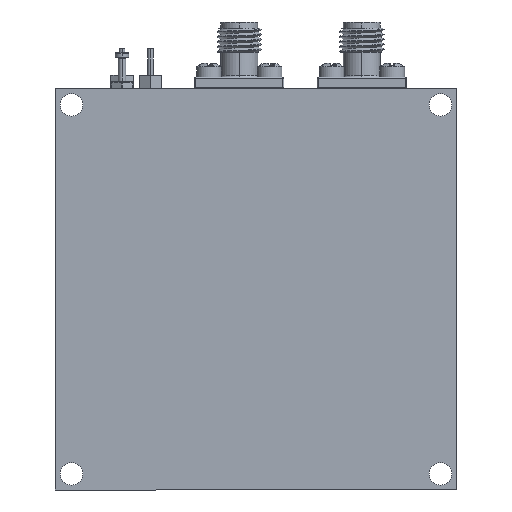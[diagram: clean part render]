
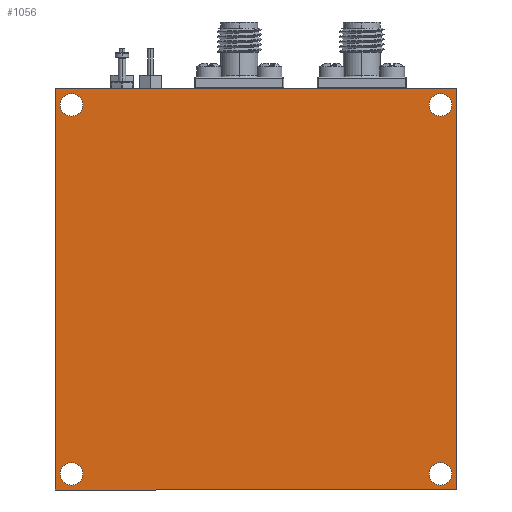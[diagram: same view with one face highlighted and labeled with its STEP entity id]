
A CAD part, left-side view. The second image highlights one B-rep face of the part: STEP entity #1056.
In plain terms, the highlighted planar face has unit normal (-1, 0, 0).
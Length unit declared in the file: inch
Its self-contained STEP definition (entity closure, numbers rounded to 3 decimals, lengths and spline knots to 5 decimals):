
#355 = ORIENTED_EDGE ( 'NONE', *, *, #27744, .T. ) ;
#570 = CARTESIAN_POINT ( 'NONE',  ( 0.81693, 0.09055, -1.2815 ) ) ;
#743 = ORIENTED_EDGE ( 'NONE', *, *, #53921, .T. ) ;
#1056 = ADVANCED_FACE ( 'NONE', ( #18745, #11111, #24168, #40704, #32131 ), #27901, .F. ) ;
#1495 = DIRECTION ( 'NONE',  ( 0., 0., -1. ) ) ;
#1713 = CARTESIAN_POINT ( 'NONE',  ( 0.81693, 0.09055, 0.72638 ) ) ;
#2637 = EDGE_CURVE ( 'NONE', #52486, #33193, #52980, .T. ) ;
#3072 = CIRCLE ( 'NONE', #10354, 0.06299 ) ;
#3089 = EDGE_LOOP ( 'NONE', ( #5232, #743 ) ) ;
#3562 = CIRCLE ( 'NONE', #32613, 0.06299 ) ;
#5205 = CARTESIAN_POINT ( 'NONE',  ( 0.81693, 0., -1.43504 ) ) ;
#5232 = ORIENTED_EDGE ( 'NONE', *, *, #47923, .T. ) ;
#5468 = AXIS2_PLACEMENT_3D ( 'NONE', #40619, #32034, #49399 ) ;
#5781 = LINE ( 'NONE', #43928, #39413 ) ;
#5878 = ORIENTED_EDGE ( 'NONE', *, *, #38392, .T. ) ;
#6034 = DIRECTION ( 'NONE',  ( 1., 0., 0. ) ) ;
#6398 = VERTEX_POINT ( 'NONE', #38144 ) ;
#6495 = ORIENTED_EDGE ( 'NONE', *, *, #55723, .T. ) ;
#6585 = CARTESIAN_POINT ( 'NONE',  ( 0.81693, 2.16142, 0.78937 ) ) ;
#7275 = DIRECTION ( 'NONE',  ( 1., 0., 0. ) ) ;
#8204 = CARTESIAN_POINT ( 'NONE',  ( 0.81693, 0.09055, 0.78937 ) ) ;
#8507 = AXIS2_PLACEMENT_3D ( 'NONE', #28285, #32824, #41656 ) ;
#9781 = EDGE_LOOP ( 'NONE', ( #41992, #10433, #27470, #5878 ) ) ;
#10354 = AXIS2_PLACEMENT_3D ( 'NONE', #15239, #7275, #10436 ) ;
#10433 = ORIENTED_EDGE ( 'NONE', *, *, #2637, .T. ) ;
#10436 = DIRECTION ( 'NONE',  ( 0., 0., -1. ) ) ;
#10805 = DIRECTION ( 'NONE',  ( 1., 0., 0. ) ) ;
#10831 = DIRECTION ( 'NONE',  ( 1., 0., 0. ) ) ;
#11093 = CARTESIAN_POINT ( 'NONE',  ( 0.81693, 2.25197, 0.81693 ) ) ;
#11111 = FACE_BOUND ( 'NONE', #15627, .T. ) ;
#11856 = CIRCLE ( 'NONE', #43655, 0.06299 ) ;
#13072 = CARTESIAN_POINT ( 'NONE',  ( 0.81693, 0.09055, -1.34449 ) ) ;
#15016 = EDGE_LOOP ( 'NONE', ( #42955, #6495 ) ) ;
#15239 = CARTESIAN_POINT ( 'NONE',  ( 0.81693, 2.16142, 0.72638 ) ) ;
#15392 = CARTESIAN_POINT ( 'NONE',  ( 0.81693, 2.16142, -1.40748 ) ) ;
#15627 = EDGE_LOOP ( 'NONE', ( #25612, #355 ) ) ;
#15631 = EDGE_LOOP ( 'NONE', ( #17799, #24390 ) ) ;
#16202 = DIRECTION ( 'NONE',  ( 1., 0., 0. ) ) ;
#17799 = ORIENTED_EDGE ( 'NONE', *, *, #18169, .T. ) ;
#17965 = VERTEX_POINT ( 'NONE', #6585 ) ;
#18169 = EDGE_CURVE ( 'NONE', #19726, #22290, #3562, .T. ) ;
#18745 = FACE_BOUND ( 'NONE', #15631, .T. ) ;
#19726 = VERTEX_POINT ( 'NONE', #24755 ) ;
#20488 = VERTEX_POINT ( 'NONE', #49295 ) ;
#22264 = DIRECTION ( 'NONE',  ( 0., -1., 0. ) ) ;
#22290 = VERTEX_POINT ( 'NONE', #8204 ) ;
#22522 = DIRECTION ( 'NONE',  ( 1., 0., 0. ) ) ;
#22687 = CIRCLE ( 'NONE', #5468, 0.06299 ) ;
#24168 = FACE_BOUND ( 'NONE', #3089, .T. ) ;
#24390 = ORIENTED_EDGE ( 'NONE', *, *, #52525, .T. ) ;
#24755 = CARTESIAN_POINT ( 'NONE',  ( 0.81693, 0.09055, 0.66339 ) ) ;
#24959 = AXIS2_PLACEMENT_3D ( 'NONE', #38267, #34003, #30000 ) ;
#25095 = DIRECTION ( 'NONE',  ( 0., 1., 0. ) ) ;
#25612 = ORIENTED_EDGE ( 'NONE', *, *, #31299, .T. ) ;
#27470 = ORIENTED_EDGE ( 'NONE', *, *, #49502, .T. ) ;
#27744 = EDGE_CURVE ( 'NONE', #45162, #32924, #22687, .T. ) ;
#27901 = PLANE ( 'NONE',  #44971 ) ;
#28156 = DIRECTION ( 'NONE',  ( 0., 0., -1. ) ) ;
#28285 = CARTESIAN_POINT ( 'NONE',  ( 0.81693, 2.16142, 0.72638 ) ) ;
#30000 = DIRECTION ( 'NONE',  ( 0., 0., -1. ) ) ;
#31299 = EDGE_CURVE ( 'NONE', #32924, #45162, #49458, .T. ) ;
#31432 = EDGE_CURVE ( 'NONE', #6398, #52486, #5781, .T. ) ;
#32034 = DIRECTION ( 'NONE',  ( 1., 0., 0. ) ) ;
#32131 = FACE_OUTER_BOUND ( 'NONE', #9781, .T. ) ;
#32557 = DIRECTION ( 'NONE',  ( 0., 0., -1. ) ) ;
#32613 = AXIS2_PLACEMENT_3D ( 'NONE', #1713, #10805, #28156 ) ;
#32824 = DIRECTION ( 'NONE',  ( 1., 0., 0. ) ) ;
#32924 = VERTEX_POINT ( 'NONE', #15392 ) ;
#32965 = AXIS2_PLACEMENT_3D ( 'NONE', #13072, #16202, #43236 ) ;
#33193 = VERTEX_POINT ( 'NONE', #51975 ) ;
#33336 = VECTOR ( 'NONE', #25095, 39.37008 ) ;
#34003 = DIRECTION ( 'NONE',  ( 1., 0., 0. ) ) ;
#35484 = VERTEX_POINT ( 'NONE', #35810 ) ;
#35633 = DIRECTION ( 'NONE',  ( 0., 0., -1. ) ) ;
#35810 = CARTESIAN_POINT ( 'NONE',  ( 0.81693, 0.09055, -1.40748 ) ) ;
#36013 = CARTESIAN_POINT ( 'NONE',  ( 0.81693, 2.25197, -1.43504 ) ) ;
#36532 = CARTESIAN_POINT ( 'NONE',  ( 0.81693, 0., -1.43504 ) ) ;
#36803 = DIRECTION ( 'NONE',  ( 0., 0., 1. ) ) ;
#37328 = LINE ( 'NONE', #54618, #33336 ) ;
#38144 = CARTESIAN_POINT ( 'NONE',  ( 0.81693, 2.25197, -1.43504 ) ) ;
#38157 = VECTOR ( 'NONE', #32557, 39.37008 ) ;
#38267 = CARTESIAN_POINT ( 'NONE',  ( 0.81693, 2.16142, -1.34449 ) ) ;
#38392 = EDGE_CURVE ( 'NONE', #44403, #6398, #41396, .T. ) ;
#38927 = VECTOR ( 'NONE', #36803, 39.37008 ) ;
#39413 = VECTOR ( 'NONE', #22264, 39.37008 ) ;
#40471 = CARTESIAN_POINT ( 'NONE',  ( 0.81693, 0.09055, -1.34449 ) ) ;
#40619 = CARTESIAN_POINT ( 'NONE',  ( 0.81693, 2.16142, -1.34449 ) ) ;
#40704 = FACE_BOUND ( 'NONE', #15016, .T. ) ;
#41396 = LINE ( 'NONE', #36013, #38157 ) ;
#41656 = DIRECTION ( 'NONE',  ( 0., 0., -1. ) ) ;
#41992 = ORIENTED_EDGE ( 'NONE', *, *, #31432, .T. ) ;
#42130 = EDGE_CURVE ( 'NONE', #20488, #17965, #54787, .T. ) ;
#42955 = ORIENTED_EDGE ( 'NONE', *, *, #42130, .T. ) ;
#43236 = DIRECTION ( 'NONE',  ( 0., 0., -1. ) ) ;
#43631 = CARTESIAN_POINT ( 'NONE',  ( 0.81693, 0.09055, 0.72638 ) ) ;
#43655 = AXIS2_PLACEMENT_3D ( 'NONE', #43631, #22522, #35633 ) ;
#43928 = CARTESIAN_POINT ( 'NONE',  ( 0.81693, 0., -1.43504 ) ) ;
#44403 = VERTEX_POINT ( 'NONE', #11093 ) ;
#44971 = AXIS2_PLACEMENT_3D ( 'NONE', #45516, #10831, #49774 ) ;
#45162 = VERTEX_POINT ( 'NONE', #51508 ) ;
#45516 = CARTESIAN_POINT ( 'NONE',  ( 0.81693, 0., -1.43504 ) ) ;
#47923 = EDGE_CURVE ( 'NONE', #35484, #55535, #53659, .T. ) ;
#48196 = AXIS2_PLACEMENT_3D ( 'NONE', #40471, #6034, #1495 ) ;
#49264 = CIRCLE ( 'NONE', #32965, 0.06299 ) ;
#49295 = CARTESIAN_POINT ( 'NONE',  ( 0.81693, 2.16142, 0.66339 ) ) ;
#49399 = DIRECTION ( 'NONE',  ( 0., 0., -1. ) ) ;
#49458 = CIRCLE ( 'NONE', #24959, 0.06299 ) ;
#49502 = EDGE_CURVE ( 'NONE', #33193, #44403, #37328, .T. ) ;
#49774 = DIRECTION ( 'NONE',  ( 0., 0., -1. ) ) ;
#51508 = CARTESIAN_POINT ( 'NONE',  ( 0.81693, 2.16142, -1.2815 ) ) ;
#51975 = CARTESIAN_POINT ( 'NONE',  ( 0.81693, 0., 0.81693 ) ) ;
#52486 = VERTEX_POINT ( 'NONE', #5205 ) ;
#52525 = EDGE_CURVE ( 'NONE', #22290, #19726, #11856, .T. ) ;
#52980 = LINE ( 'NONE', #36532, #38927 ) ;
#53659 = CIRCLE ( 'NONE', #48196, 0.06299 ) ;
#53921 = EDGE_CURVE ( 'NONE', #55535, #35484, #49264, .T. ) ;
#54618 = CARTESIAN_POINT ( 'NONE',  ( 0.81693, 0., 0.81693 ) ) ;
#54787 = CIRCLE ( 'NONE', #8507, 0.06299 ) ;
#55535 = VERTEX_POINT ( 'NONE', #570 ) ;
#55723 = EDGE_CURVE ( 'NONE', #17965, #20488, #3072, .T. ) ;
